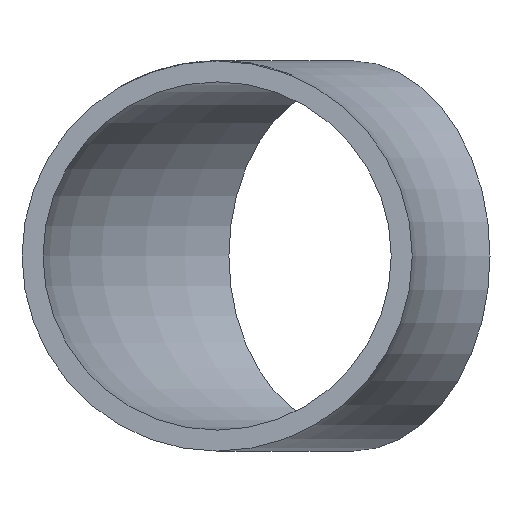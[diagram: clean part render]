
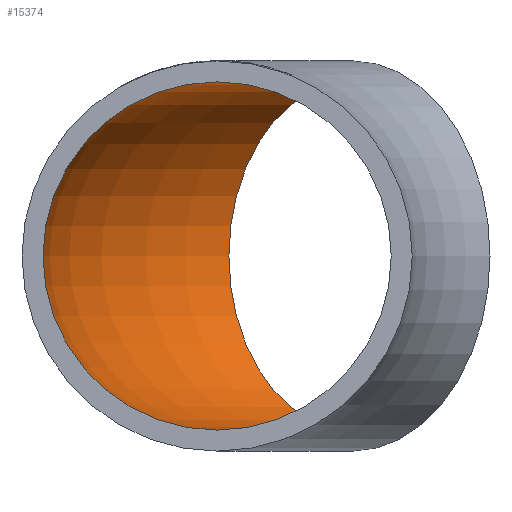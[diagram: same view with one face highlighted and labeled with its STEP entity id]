
A CAD part, front view. The second image highlights one B-rep face of the part: STEP entity #15374.
In plain terms, the highlighted toroidal (fillet/blend) face has major radius 57 mm and minor radius 21.55 mm.
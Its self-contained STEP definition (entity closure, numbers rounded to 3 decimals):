
#214 = DIRECTION ( 'NONE',  ( -0.707, 0.707, 0. ) ) ;
#602 = FACE_OUTER_BOUND ( 'NONE', #10183, .T. ) ;
#1957 = FACE_OUTER_BOUND ( 'NONE', #3528, .T. ) ;
#2295 = DIRECTION ( 'NONE',  ( 0., 0., -1. ) ) ;
#3471 = CIRCLE ( 'NONE', #15873, 21.55 ) ;
#3528 = EDGE_LOOP ( 'NONE', ( #11418 ) ) ;
#4913 = EDGE_CURVE ( 'NONE', #17424, #17424, #3471, .T. ) ;
#5059 = VERTEX_POINT ( 'NONE', #13372 ) ;
#7809 = TOROIDAL_SURFACE ( 'NONE', #16001, 57., 21.55 ) ;
#7989 = AXIS2_PLACEMENT_3D ( 'NONE', #15069, #12158, #214 ) ;
#8020 = DIRECTION ( 'NONE',  ( 0., 1., 0. ) ) ;
#10183 = EDGE_LOOP ( 'NONE', ( #13831 ) ) ;
#10577 = DIRECTION ( 'NONE',  ( 0., 0., 1. ) ) ;
#10601 = EDGE_CURVE ( 'NONE', #5059, #5059, #11093, .T. ) ;
#11093 = CIRCLE ( 'NONE', #7989, 21.55 ) ;
#11385 = CARTESIAN_POINT ( 'NONE',  ( 0., 0., 0. ) ) ;
#11418 = ORIENTED_EDGE ( 'NONE', *, *, #10601, .T. ) ;
#12158 = DIRECTION ( 'NONE',  ( 0.707, 0.707, 0. ) ) ;
#13077 = CARTESIAN_POINT ( 'NONE',  ( -57., 0., 0. ) ) ;
#13372 = CARTESIAN_POINT ( 'NONE',  ( -55.543, 55.543, 0. ) ) ;
#13831 = ORIENTED_EDGE ( 'NONE', *, *, #4913, .F. ) ;
#14570 = DIRECTION ( 'NONE',  ( -1., 0., 0. ) ) ;
#14697 = CARTESIAN_POINT ( 'NONE',  ( -57., 0., 21.55 ) ) ;
#15069 = CARTESIAN_POINT ( 'NONE',  ( -40.305, 40.305, 0. ) ) ;
#15374 = ADVANCED_FACE ( 'NONE', ( #1957, #602 ), #7809, .F. ) ;
#15873 = AXIS2_PLACEMENT_3D ( 'NONE', #13077, #8020, #10577 ) ;
#16001 = AXIS2_PLACEMENT_3D ( 'NONE', #11385, #2295, #14570 ) ;
#17424 = VERTEX_POINT ( 'NONE', #14697 ) ;
